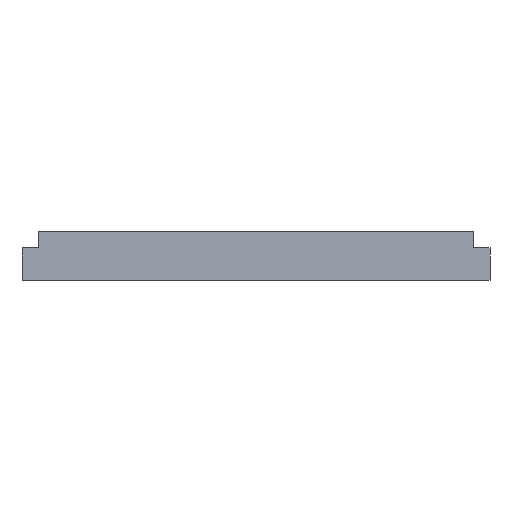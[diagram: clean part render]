
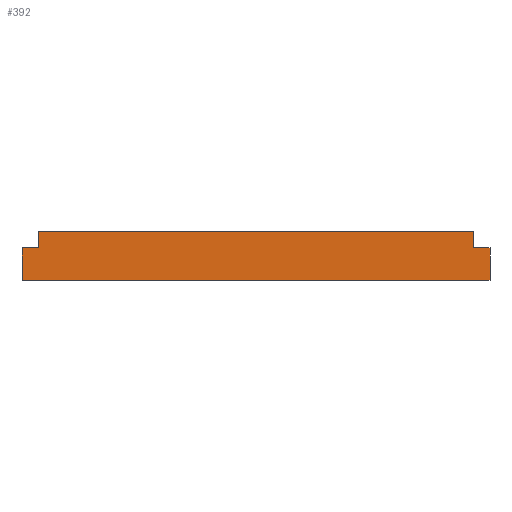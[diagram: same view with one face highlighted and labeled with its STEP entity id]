
A CAD part, front view. The second image highlights one B-rep face of the part: STEP entity #392.
In plain terms, the highlighted planar face has unit normal (0, -1, 0).
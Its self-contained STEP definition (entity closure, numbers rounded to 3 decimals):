
#36=PLANE('',#440);
#55=FACE_OUTER_BOUND('',#81,.T.);
#81=EDGE_LOOP('',(#323,#324,#325,#326,#327,#328,#329,#330));
#121=LINE('',#579,#155);
#129=LINE('',#768,#163);
#130=LINE('',#770,#164);
#131=LINE('',#772,#165);
#132=LINE('',#773,#166);
#133=LINE('',#775,#167);
#134=LINE('',#777,#168);
#135=LINE('',#778,#169);
#155=VECTOR('',#470,1.);
#163=VECTOR('',#520,1.);
#164=VECTOR('',#521,1.);
#165=VECTOR('',#522,1.);
#166=VECTOR('',#523,1.);
#167=VECTOR('',#524,1.);
#168=VECTOR('',#525,1.);
#169=VECTOR('',#526,1.);
#189=VERTEX_POINT('',#576);
#190=VERTEX_POINT('',#578);
#207=VERTEX_POINT('',#766);
#208=VERTEX_POINT('',#767);
#209=VERTEX_POINT('',#769);
#210=VERTEX_POINT('',#771);
#211=VERTEX_POINT('',#774);
#212=VERTEX_POINT('',#776);
#227=EDGE_CURVE('',#189,#190,#121,.T.);
#252=EDGE_CURVE('',#207,#208,#129,.T.);
#253=EDGE_CURVE('',#209,#207,#130,.T.);
#254=EDGE_CURVE('',#210,#209,#131,.T.);
#255=EDGE_CURVE('',#190,#210,#132,.T.);
#256=EDGE_CURVE('',#211,#189,#133,.T.);
#257=EDGE_CURVE('',#212,#211,#134,.T.);
#258=EDGE_CURVE('',#208,#212,#135,.T.);
#323=ORIENTED_EDGE('',*,*,#252,.F.);
#324=ORIENTED_EDGE('',*,*,#253,.F.);
#325=ORIENTED_EDGE('',*,*,#254,.F.);
#326=ORIENTED_EDGE('',*,*,#255,.F.);
#327=ORIENTED_EDGE('',*,*,#227,.F.);
#328=ORIENTED_EDGE('',*,*,#256,.F.);
#329=ORIENTED_EDGE('',*,*,#257,.F.);
#330=ORIENTED_EDGE('',*,*,#258,.F.);
#392=ADVANCED_FACE('',(#55),#36,.F.);
#440=AXIS2_PLACEMENT_3D('',#765,#518,#519);
#470=DIRECTION('',(1.,0.,0.));
#518=DIRECTION('center_axis',(0.,1.,0.));
#519=DIRECTION('ref_axis',(0.,0.,1.));
#520=DIRECTION('',(-1.,0.,0.));
#521=DIRECTION('',(0.,0.,-1.));
#522=DIRECTION('',(1.,0.,0.));
#523=DIRECTION('',(0.,0.,-1.));
#524=DIRECTION('',(0.,0.,1.));
#525=DIRECTION('',(1.,0.,0.));
#526=DIRECTION('',(0.,0.,1.));
#576=CARTESIAN_POINT('',(-67.499,-20.254,6.));
#578=CARTESIAN_POINT('',(-13.499,-20.254,6.));
#579=CARTESIAN_POINT('',(-39.955,-20.254,6.));
#765=CARTESIAN_POINT('Origin',(-39.716,-20.254,3.2));
#766=CARTESIAN_POINT('',(-11.499,-20.254,0.));
#767=CARTESIAN_POINT('',(-69.499,-20.254,0.));
#768=CARTESIAN_POINT('',(-40.265,-20.254,0.));
#769=CARTESIAN_POINT('',(-11.499,-20.254,4.));
#770=CARTESIAN_POINT('',(-11.499,-20.254,2.744));
#771=CARTESIAN_POINT('',(-13.499,-20.254,4.));
#772=CARTESIAN_POINT('',(-26.151,-20.254,4.));
#773=CARTESIAN_POINT('',(-13.499,-20.254,4.131));
#774=CARTESIAN_POINT('',(-67.499,-20.254,4.));
#775=CARTESIAN_POINT('',(-67.499,-20.254,4.12));
#776=CARTESIAN_POINT('',(-69.499,-20.254,4.));
#777=CARTESIAN_POINT('',(-54.049,-20.254,4.));
#778=CARTESIAN_POINT('',(-69.499,-20.254,2.726));
